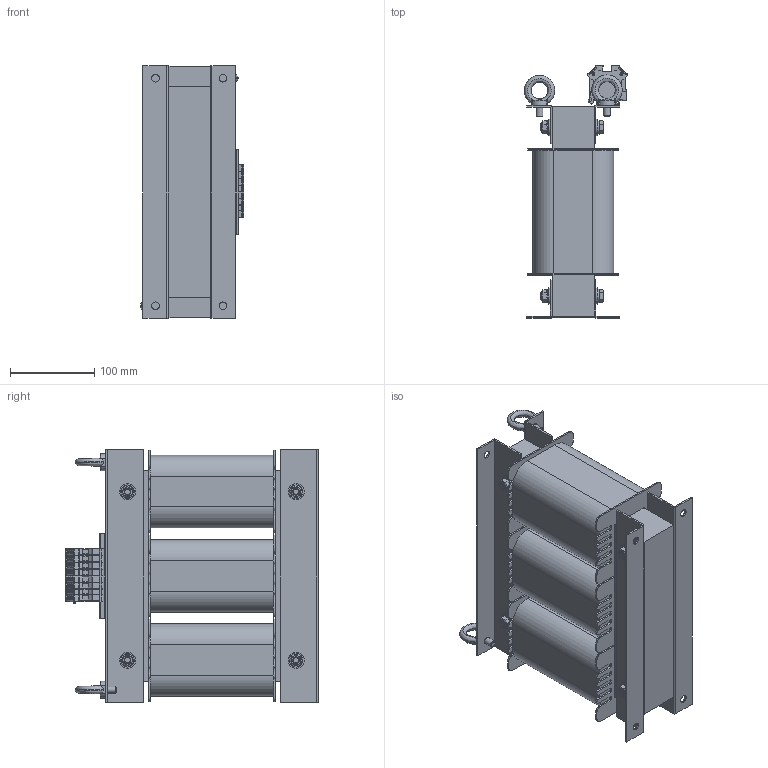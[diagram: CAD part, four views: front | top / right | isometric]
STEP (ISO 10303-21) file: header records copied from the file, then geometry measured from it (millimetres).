
FILE_DESCRIPTION(/* description */ (''),/* implementation_level */ '2;1');
FILE_NAME(/* name */ 'YA002305460.stp',/* time_stamp */ '2023-11-10T09:07:55+01:00',/* author */ ('velazquez'),/* organization */ (''),/* preprocessor_version */ 'ST-DEVELOPER v19.2',/* originating_system */ 'Autodesk Inventor 2023',/* authorisation */ '');
FILE_SCHEMA (('AUTOMOTIVE_DESIGN { 1 0 10303 214 3 1 1 }'));
Length unit declared in the file: millimetre
Products named in the file (13): YA002305460; 3UI150 250 x 250 - 50 (Rc50); UI150_50; RC50 NT050; centrador M8; DIN 125 - A 8,4; DIN 933 - M8  x 70; DIN 934 - M8; carril 4 agujeros; FICHA 6; FICHA 6 AZUL; FICHA 6 AM_VE; DIN 580 - M8
Assembly tree (43 placements, depth 2):
  YA002305460
    3UI150 250 x 250 - 50 (Rc50)
    UI150_50  x3
    RC50 NT050  x4
    centrador M8  x8
    DIN 125 - A 8,4  x8
    DIN 933 - M8  x 70  x4
    DIN 934 - M8  x4
    carril 4 agujeros
    FICHA 6  x6
    FICHA 6 AZUL
    FICHA 6 AM_VE
    DIN 580 - M8  x2
Bounding box: 122.6 x 299.05 x 300 mm (x, y, z)
Volume: 5025646 mm3; surface area: 760987.9 mm2
Topology: 43 solids, 43 shells, 3074 faces, 8298 edges, 5381 vertices
Faces by surface type: plane 2108, cylinder 782, cone 118, torus 42, sphere 16, bspline 8
Full cylindrical faces by diameter (mm): 2.4 x16, 2.5 x16, 2.75 x16, 2.95 x16, 6.3 x16, 6.647 x4, 7 x2, 7.323 x4, 8 x14, 8.4 x8, 9 x8, 9.6 x8, 10.5 x8, 11 x6, 11.4 x4, 16 x8, 19 x8
Entity records: 37197 total; most frequent: CARTESIAN_POINT 6746, ORIENTED_EDGE 6110, DIRECTION 6052, EDGE_CURVE 3055, LINE 2328, VECTOR 2328, VERTEX_POINT 1989, AXIS2_PLACEMENT_3D 1862
